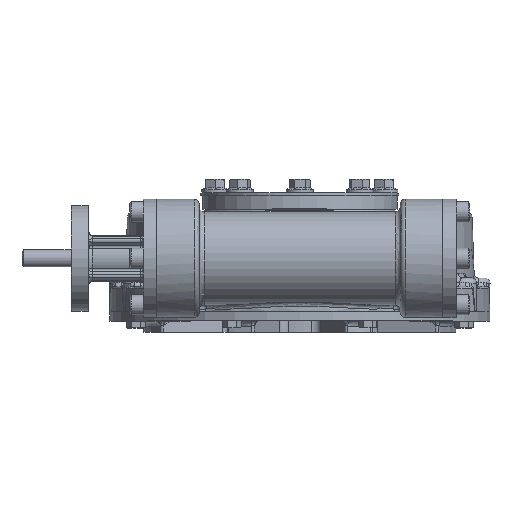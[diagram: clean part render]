
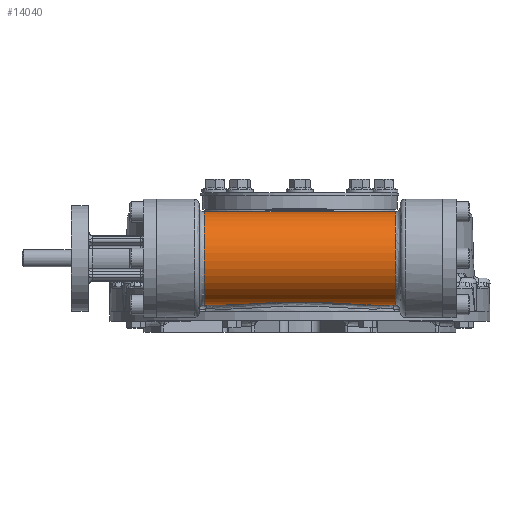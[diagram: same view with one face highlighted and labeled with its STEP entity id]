
A CAD part, top view. The second image highlights one B-rep face of the part: STEP entity #14040.
In plain terms, the highlighted cylindrical face has radius 55 mm (diameter 110 mm), a partial arc.
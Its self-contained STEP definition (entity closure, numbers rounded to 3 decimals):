
#684=LINE('',#35953,#1210);
#711=LINE('',#37587,#1237);
#712=LINE('',#37588,#1238);
#1210=VECTOR('',#18757,1000.);
#1237=VECTOR('',#18912,1000.);
#1238=VECTOR('',#18913,1000.);
#1693=CYLINDRICAL_SURFACE('',#15916,55.);
#2191=B_SPLINE_CURVE_WITH_KNOTS('',3,(#35944,#35945,#35946,#35947,#35948),
 .UNSPECIFIED.,.F.,.F.,(4,1,4),(0.,0.004,0.008),
 .UNSPECIFIED.);
#2193=B_SPLINE_CURVE_WITH_KNOTS('',3,(#35987,#35988,#35989,#35990,#35991),
 .UNSPECIFIED.,.F.,.F.,(4,1,4),(0.,0.004,0.008),
 .UNSPECIFIED.);
#2209=B_SPLINE_CURVE_WITH_KNOTS('',3,(#37297,#37298,#37299,#37300,#37301,
#37302,#37303,#37304,#37305,#37306,#37307,#37308,#37309,#37310),
 .UNSPECIFIED.,.F.,.F.,(4,1,1,1,1,1,1,1,1,1,1,4),(0.,0.029,
0.059,0.073,0.088,0.117,
0.132,0.146,0.161,0.176,
0.205,0.234),.UNSPECIFIED.);
#5232=ORIENTED_EDGE('',*,*,#8031,.F.);
#5233=ORIENTED_EDGE('',*,*,#7928,.T.);
#5234=ORIENTED_EDGE('',*,*,#7930,.T.);
#5235=ORIENTED_EDGE('',*,*,#7933,.T.);
#5236=ORIENTED_EDGE('',*,*,#8032,.F.);
#5237=ORIENTED_EDGE('',*,*,#8023,.T.);
#5238=ORIENTED_EDGE('',*,*,#8000,.T.);
#5239=ORIENTED_EDGE('',*,*,#8026,.F.);
#7928=EDGE_CURVE('',#9596,#9598,#2191,.T.);
#7930=EDGE_CURVE('',#9598,#9600,#684,.F.);
#7933=EDGE_CURVE('',#9600,#9601,#2193,.T.);
#8000=EDGE_CURVE('',#9635,#9636,#2209,.T.);
#8023=EDGE_CURVE('',#9639,#9635,#10813,.T.);
#8026=EDGE_CURVE('',#9641,#9636,#10814,.T.);
#8031=EDGE_CURVE('',#9596,#9641,#711,.T.);
#8032=EDGE_CURVE('',#9639,#9601,#712,.T.);
#9596=VERTEX_POINT('',#35936);
#9598=VERTEX_POINT('',#35943);
#9600=VERTEX_POINT('',#35952);
#9601=VERTEX_POINT('',#35985);
#9635=VERTEX_POINT('',#37099);
#9636=VERTEX_POINT('',#37296);
#9639=VERTEX_POINT('',#37499);
#9641=VERTEX_POINT('',#37540);
#10813=CIRCLE('',#15911,55.);
#10814=CIRCLE('',#15913,55.);
#11708=EDGE_LOOP('',(#5232,#5233,#5234,#5235,#5236,#5237,#5238,#5239));
#12813=FACE_BOUND('',#11708,.T.);
#14040=ADVANCED_FACE('',(#12813),#1693,.T.);
#15911=AXIS2_PLACEMENT_3D('',#37498,#18899,#18900);
#15913=AXIS2_PLACEMENT_3D('',#37539,#18903,#18904);
#15916=AXIS2_PLACEMENT_3D('',#37586,#18910,#18911);
#18757=DIRECTION('',(1.,0.,0.));
#18899=DIRECTION('',(1.,0.,0.));
#18900=DIRECTION('',(0.,1.,0.));
#18903=DIRECTION('',(1.,0.,0.));
#18904=DIRECTION('',(0.,1.,0.));
#18910=DIRECTION('',(1.,0.,0.));
#18911=DIRECTION('',(0.,1.,0.));
#18912=DIRECTION('',(1.,0.,0.));
#18913=DIRECTION('',(1.,0.,0.));
#35936=CARTESIAN_POINT('',(40.97,72.064,207.55));
#35943=CARTESIAN_POINT('',(34.,72.066,211.48));
#35944=CARTESIAN_POINT('',(40.97,72.064,207.55));
#35945=CARTESIAN_POINT('',(40.26,72.108,208.766));
#35946=CARTESIAN_POINT('',(38.181,72.099,210.76));
#35947=CARTESIAN_POINT('',(35.408,72.066,211.48));
#35948=CARTESIAN_POINT('',(34.,72.066,211.48));
#35952=CARTESIAN_POINT('',(-34.,72.066,211.48));
#35953=CARTESIAN_POINT('',(177.,72.066,211.48));
#35985=CARTESIAN_POINT('',(-40.97,72.064,207.55));
#35987=CARTESIAN_POINT('',(-34.,72.066,211.48));
#35988=CARTESIAN_POINT('',(-35.408,72.066,211.48));
#35989=CARTESIAN_POINT('',(-38.181,72.099,210.76));
#35990=CARTESIAN_POINT('',(-40.26,72.108,208.766));
#35991=CARTESIAN_POINT('',(-40.97,72.064,207.55));
#37099=CARTESIAN_POINT('',(-113.,-37.225,200.959));
#37296=CARTESIAN_POINT('',(113.,-37.225,200.959));
#37297=CARTESIAN_POINT('',(-113.,-37.225,200.959));
#37298=CARTESIAN_POINT('',(-104.235,-37.947,205.523));
#37299=CARTESIAN_POINT('',(-86.3,-38.066,213.419));
#37300=CARTESIAN_POINT('',(-62.963,-36.888,220.459));
#37301=CARTESIAN_POINT('',(-43.662,-35.868,224.441));
#37302=CARTESIAN_POINT('',(-24.246,-34.995,227.26));
#37303=CARTESIAN_POINT('',(-4.766,-34.577,228.371));
#37304=CARTESIAN_POINT('',(14.777,-34.786,227.801));
#37305=CARTESIAN_POINT('',(29.525,-35.23,226.508));
#37306=CARTESIAN_POINT('',(44.068,-35.889,224.367));
#37307=CARTESIAN_POINT('',(63.11,-36.896,220.412));
#37308=CARTESIAN_POINT('',(86.311,-38.064,213.411));
#37309=CARTESIAN_POINT('',(104.218,-37.948,205.532));
#37310=CARTESIAN_POINT('',(113.,-37.225,200.959));
#37498=CARTESIAN_POINT('',(-113.,17.1,209.55));
#37499=CARTESIAN_POINT('',(-113.,72.064,207.55));
#37539=CARTESIAN_POINT('',(113.,17.1,209.55));
#37540=CARTESIAN_POINT('',(113.,72.064,207.55));
#37586=CARTESIAN_POINT('',(177.,17.1,209.55));
#37587=CARTESIAN_POINT('',(177.,72.064,207.55));
#37588=CARTESIAN_POINT('',(177.,72.064,207.55));
